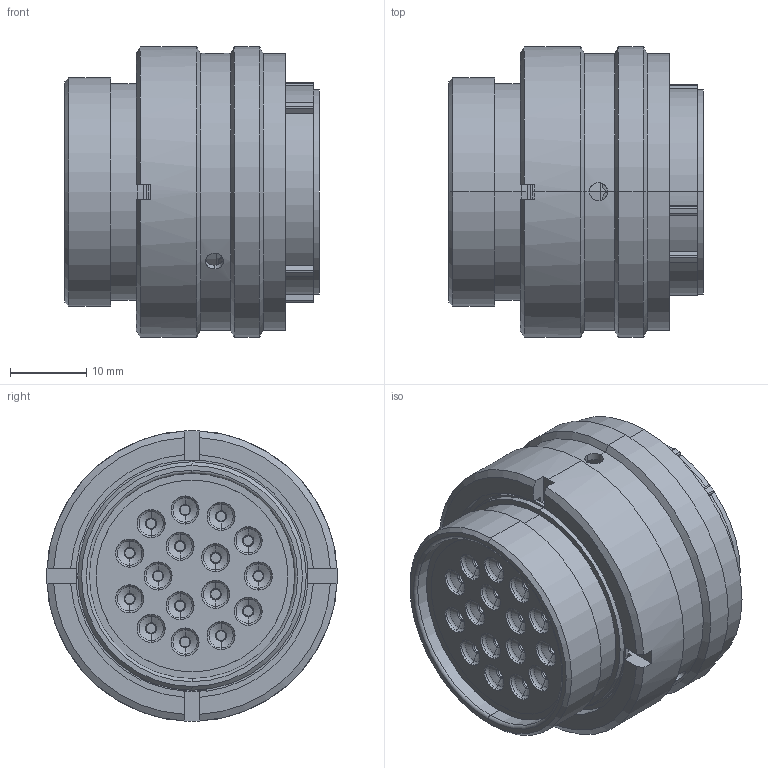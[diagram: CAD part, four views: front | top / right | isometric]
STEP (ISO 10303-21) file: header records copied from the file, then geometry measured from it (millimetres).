
FILE_DESCRIPTION (( 'STEP AP214' ), '1' );
FILE_NAME ('AS620-16SA.STEP', '2018-11-28T15:48:43', ( 'TE Connectivity' ), ( 'TE Connectivity' ), 'SwSTEP 2.0', 'SolidWorks 2016', '' );
FILE_SCHEMA (( 'AUTOMOTIVE_DESIGN' ));
Length unit declared in the file: millimetre
Products named in the file (1): AS620-16SA
Bounding box: 33.37 x 38.1 x 38.1 mm (x, y, z)
Volume: 23188.7 mm3; surface area: 28259 mm2
Topology: 40 solids, 40 shells, 2642 faces, 6597 edges, 4031 vertices
Faces by surface type: cylinder 878, plane 741, torus 582, cone 364, bspline 73, sphere 4
Entity records: 116384 total; most frequent: CARTESIAN_POINT 27340, ORIENTED_EDGE 13110, DIRECTION 11827, EDGE_CURVE 6555, AXIS2_PLACEMENT_3D 4962, VERTEX_POINT 4025, EDGE_LOOP 2780, UNCERTAINTY_MEASURE_WITH_UNIT 2682
